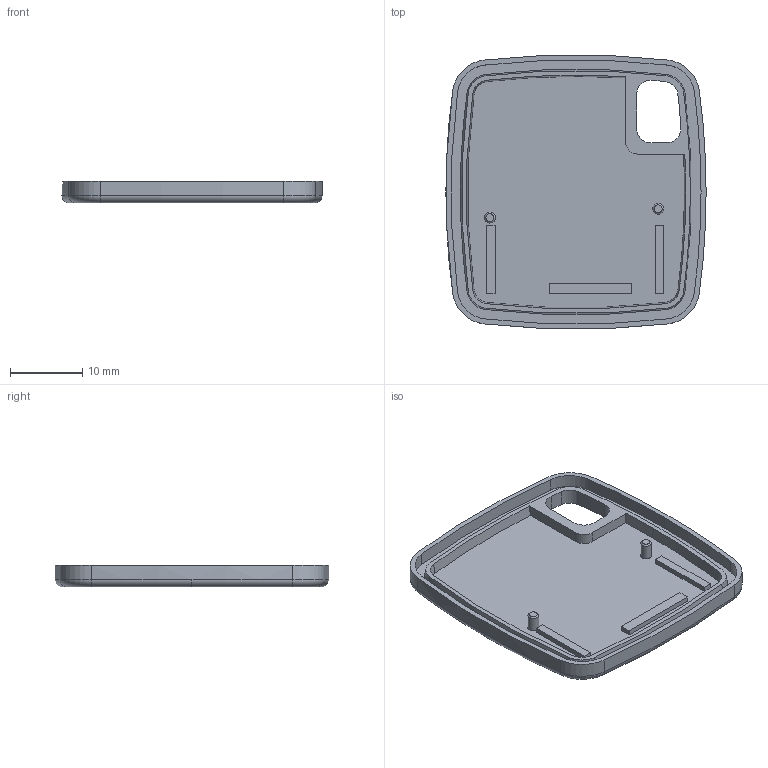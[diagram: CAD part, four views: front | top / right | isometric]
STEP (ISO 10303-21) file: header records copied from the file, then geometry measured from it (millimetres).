
FILE_DESCRIPTION (( 'STEP AP214' ), '1' );
FILE_NAME ('ALT.STEP', '2018-04-13T08:48:44', ( '' ), ( '' ), 'SwSTEP 2.0', 'SolidWorks 2016', '' );
FILE_SCHEMA (( 'AUTOMOTIVE_DESIGN' ));
Length unit declared in the file: millimetre
Products named in the file (1): ALT
Bounding box: 36 x 37.83 x 3 mm (x, y, z)
Volume: 1355.8 mm3; surface area: 3554.1 mm2
Topology: 1 solids, 1 shells, 94 faces, 232 edges, 148 vertices
Faces by surface type: cylinder 38, plane 26, cone 21, torus 9
Entity records: 2878 total; most frequent: DIRECTION 545, CARTESIAN_POINT 487, ORIENTED_EDGE 464, EDGE_CURVE 232, AXIS2_PLACEMENT_3D 220, VERTEX_POINT 148, CIRCLE 125, VECTOR 105
